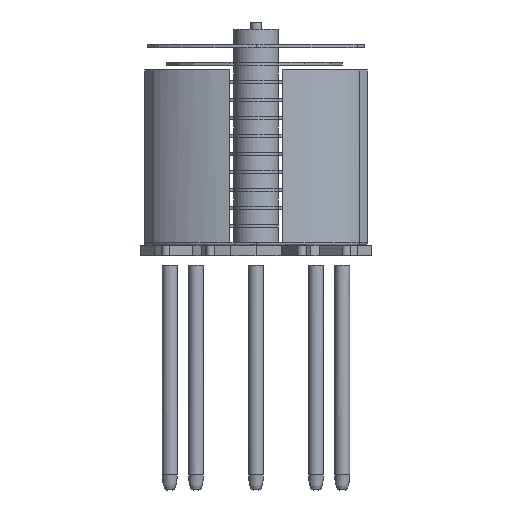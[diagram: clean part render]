
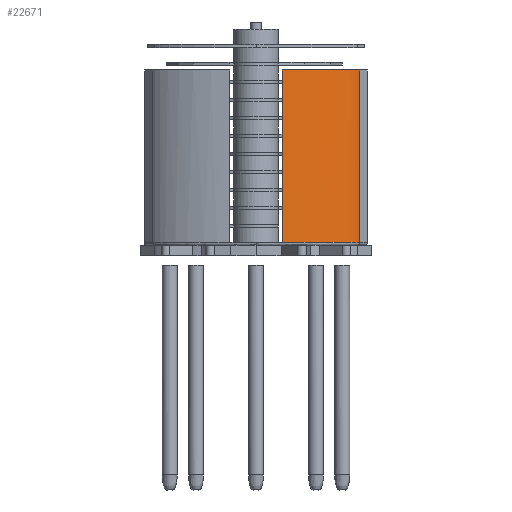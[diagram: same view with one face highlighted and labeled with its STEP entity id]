
A CAD part, front view. The second image highlights one B-rep face of the part: STEP entity #22671.
In plain terms, the highlighted free-form (B-spline) face has degree [3, 1] with [10, 2] control points.
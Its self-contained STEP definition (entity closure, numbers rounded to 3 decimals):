
#360=B_SPLINE_SURFACE_WITH_KNOTS('',3,1,((#40177,#40178),(#40179,#40180),
(#40181,#40182),(#40183,#40184),(#40185,#40186),(#40187,#40188),(#40189,
#40190),(#40191,#40192),(#40193,#40194),(#40195,#40196)),.UNSPECIFIED.,
 .F.,.F.,.F.,(4,1,1,1,1,1,1,4),(2,2),(0.215,0.25,
0.5,0.625,0.75,0.875,
0.937,1.),(0.,1.38),.UNSPECIFIED.);
#4182=LINE('',#39525,#6872);
#4233=LINE('',#40175,#6923);
#6872=VECTOR('',#29009,1000.);
#6923=VECTOR('',#29118,1000.);
#8229=FACE_OUTER_BOUND('',#9620,.T.);
#9620=EDGE_LOOP('',(#21403,#21404,#21405,#21406));
#9979=B_SPLINE_CURVE_WITH_KNOTS('',3,(#39649,#39650,#39651,#39652,#39653,
#39654,#39655,#39656,#39657,#39658),.UNSPECIFIED.,.F.,.F.,(4,1,1,1,1,1,
1,4),(0.215,0.25,0.5,0.625,
0.75,0.875,0.937,1.),
 .UNSPECIFIED.);
#9993=B_SPLINE_CURVE_WITH_KNOTS('',3,(#40197,#40198,#40199,#40200,#40201,
#40202,#40203,#40204,#40205,#40206,#40207,#40208,#40209,#40210),
 .UNSPECIFIED.,.F.,.F.,(4,2,2,2,2,2,4),(0.002,0.003,
0.005,0.006,0.007,0.007,
0.007),.UNSPECIFIED.);
#12009=VERTEX_POINT('',#39521);
#12011=VERTEX_POINT('',#39524);
#12030=VERTEX_POINT('',#39648);
#12083=VERTEX_POINT('',#40174);
#15118=EDGE_CURVE('',#12009,#12011,#4182,.T.);
#15141=EDGE_CURVE('',#12011,#12030,#9979,.T.);
#15204=EDGE_CURVE('',#12083,#12030,#4233,.T.);
#15206=EDGE_CURVE('',#12009,#12083,#9993,.T.);
#21403=ORIENTED_EDGE('',*,*,#15118,.F.);
#21404=ORIENTED_EDGE('',*,*,#15206,.T.);
#21405=ORIENTED_EDGE('',*,*,#15204,.T.);
#21406=ORIENTED_EDGE('',*,*,#15141,.F.);
#22671=ADVANCED_FACE('',(#8229),#360,.T.);
#29009=DIRECTION('',(0.,0.,1.));
#29118=DIRECTION('',(0.,0.,1.));
#39521=CARTESIAN_POINT('',(1.748,-11.725,0.2));
#39524=CARTESIAN_POINT('',(1.748,-11.725,11.7));
#39525=CARTESIAN_POINT('',(1.748,-11.725,5.95));
#39648=CARTESIAN_POINT('',(6.902,-9.527,11.7));
#39649=CARTESIAN_POINT('Ctrl Pts',(1.748,-11.725,11.7));
#39650=CARTESIAN_POINT('Ctrl Pts',(1.841,-11.713,11.7));
#39651=CARTESIAN_POINT('Ctrl Pts',(2.605,-11.61,11.7));
#39652=CARTESIAN_POINT('Ctrl Pts',(3.679,-11.364,11.7));
#39653=CARTESIAN_POINT('Ctrl Pts',(4.892,-10.912,11.7));
#39654=CARTESIAN_POINT('Ctrl Pts',(5.737,-10.487,11.7));
#39655=CARTESIAN_POINT('Ctrl Pts',(6.343,-10.083,11.7));
#39656=CARTESIAN_POINT('Ctrl Pts',(6.744,-9.72,11.7));
#39657=CARTESIAN_POINT('Ctrl Pts',(6.848,-9.602,11.7));
#39658=CARTESIAN_POINT('Ctrl Pts',(6.902,-9.527,11.7));
#40174=CARTESIAN_POINT('',(6.902,-9.527,0.2));
#40175=CARTESIAN_POINT('',(6.902,-9.527,0.));
#40177=CARTESIAN_POINT('Ctrl Pts',(1.748,-11.725,0.2));
#40178=CARTESIAN_POINT('Ctrl Pts',(1.748,-11.725,14.));
#40179=CARTESIAN_POINT('Ctrl Pts',(1.841,-11.713,0.2));
#40180=CARTESIAN_POINT('Ctrl Pts',(1.841,-11.713,14.));
#40181=CARTESIAN_POINT('Ctrl Pts',(2.605,-11.61,0.2));
#40182=CARTESIAN_POINT('Ctrl Pts',(2.605,-11.61,14.));
#40183=CARTESIAN_POINT('Ctrl Pts',(3.679,-11.364,0.2));
#40184=CARTESIAN_POINT('Ctrl Pts',(3.679,-11.364,14.));
#40185=CARTESIAN_POINT('Ctrl Pts',(4.892,-10.912,0.2));
#40186=CARTESIAN_POINT('Ctrl Pts',(4.892,-10.912,14.));
#40187=CARTESIAN_POINT('Ctrl Pts',(5.737,-10.487,0.2));
#40188=CARTESIAN_POINT('Ctrl Pts',(5.737,-10.487,14.));
#40189=CARTESIAN_POINT('Ctrl Pts',(6.343,-10.083,0.2));
#40190=CARTESIAN_POINT('Ctrl Pts',(6.343,-10.083,14.));
#40191=CARTESIAN_POINT('Ctrl Pts',(6.744,-9.72,0.2));
#40192=CARTESIAN_POINT('Ctrl Pts',(6.744,-9.72,14.));
#40193=CARTESIAN_POINT('Ctrl Pts',(6.848,-9.602,0.2));
#40194=CARTESIAN_POINT('Ctrl Pts',(6.848,-9.602,14.));
#40195=CARTESIAN_POINT('Ctrl Pts',(6.902,-9.527,0.2));
#40196=CARTESIAN_POINT('Ctrl Pts',(6.902,-9.527,14.));
#40197=CARTESIAN_POINT('Ctrl Pts',(1.748,-11.725,0.2));
#40198=CARTESIAN_POINT('Ctrl Pts',(2.221,-11.666,0.2));
#40199=CARTESIAN_POINT('Ctrl Pts',(2.693,-11.581,0.2));
#40200=CARTESIAN_POINT('Ctrl Pts',(3.615,-11.357,0.2));
#40201=CARTESIAN_POINT('Ctrl Pts',(4.067,-11.22,0.2));
#40202=CARTESIAN_POINT('Ctrl Pts',(4.947,-10.882,0.2));
#40203=CARTESIAN_POINT('Ctrl Pts',(5.375,-10.68,0.2));
#40204=CARTESIAN_POINT('Ctrl Pts',(5.995,-10.313,0.2));
#40205=CARTESIAN_POINT('Ctrl Pts',(6.197,-10.179,0.2));
#40206=CARTESIAN_POINT('Ctrl Pts',(6.48,-9.955,0.2));
#40207=CARTESIAN_POINT('Ctrl Pts',(6.572,-9.876,0.2));
#40208=CARTESIAN_POINT('Ctrl Pts',(6.747,-9.712,0.2));
#40209=CARTESIAN_POINT('Ctrl Pts',(6.831,-9.626,0.2));
#40210=CARTESIAN_POINT('Ctrl Pts',(6.902,-9.527,0.2));
